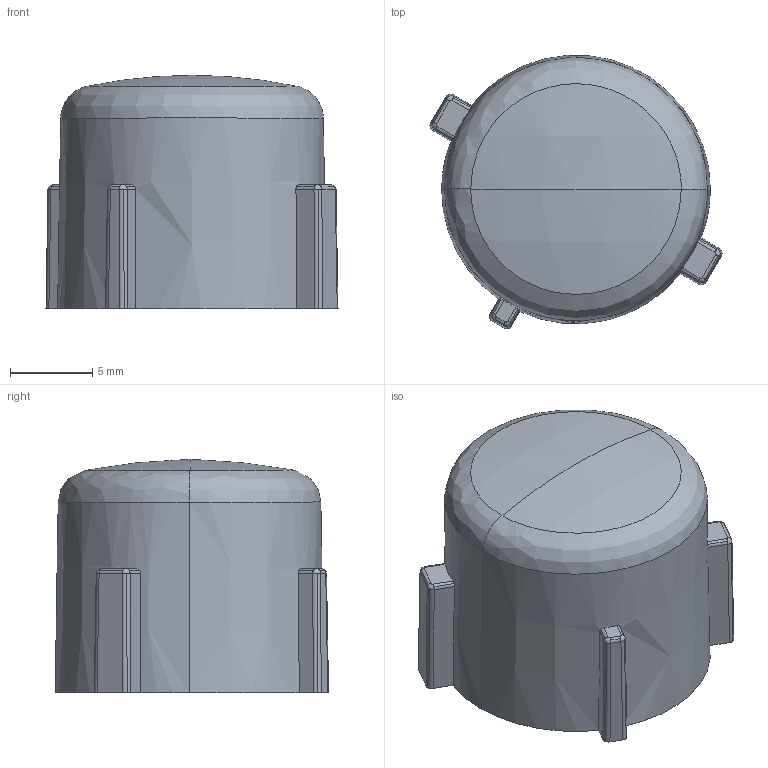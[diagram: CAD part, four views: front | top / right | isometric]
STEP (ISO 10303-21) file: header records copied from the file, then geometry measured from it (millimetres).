
FILE_DESCRIPTION (( 'STEP AP203' ), '1' );
FILE_NAME ('A Button Bald.step', '2024-10-02T07:00:09', ( '' ), ( '' ), 'SwSTEP 2.0', 'SolidWorks 2024', '' );
FILE_SCHEMA (( 'CONFIG_CONTROL_DESIGN' ));
Length unit declared in the file: millimetre
Products named in the file (1): A Button Bald
Bounding box: 17.71 x 16.56 x 14.15 mm (x, y, z)
Volume: 2799.7 mm3; surface area: 1142.5 mm2
Topology: 1 solids, 1 shells, 60 faces, 156 edges, 99 vertices
Faces by surface type: cylinder 32, plane 14, bspline 8, cone 4, sphere 2
Entity records: 2340 total; most frequent: CARTESIAN_POINT 937, ORIENTED_EDGE 312, DIRECTION 222, EDGE_CURVE 156, VERTEX_POINT 99, AXIS2_PLACEMENT_3D 81, B_SPLINE_CURVE_WITH_KNOTS 62, EDGE_LOOP 61
